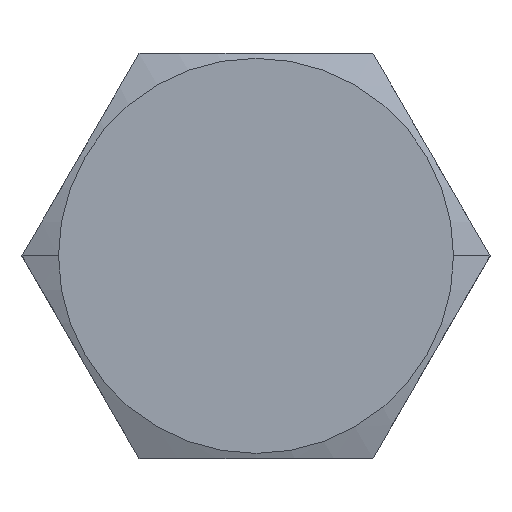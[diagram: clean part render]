
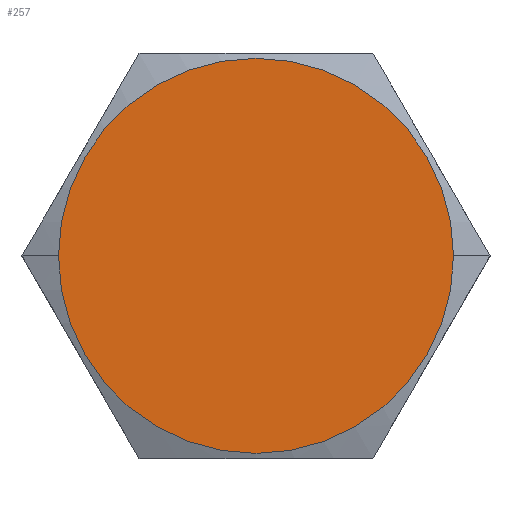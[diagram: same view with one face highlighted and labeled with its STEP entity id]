
A CAD part, top view. The second image highlights one B-rep face of the part: STEP entity #257.
In plain terms, the highlighted planar face has unit normal (0, 0, 1).
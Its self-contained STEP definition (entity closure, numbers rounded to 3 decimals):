
#28 = CARTESIAN_POINT ( 'NONE',  ( -7.798, 0., 6.4 ) ) ;
#42 = ORIENTED_EDGE ( 'NONE', *, *, #126, .T. ) ;
#77 = DIRECTION ( 'NONE',  ( 0., 0., -1. ) ) ;
#83 = VERTEX_POINT ( 'NONE', #619 ) ;
#126 = EDGE_CURVE ( 'NONE', #750, #83, #686, .T. ) ;
#162 = DIRECTION ( 'NONE',  ( 0., 0., 1. ) ) ;
#194 = FACE_OUTER_BOUND ( 'NONE', #448, .T. ) ;
#229 = AXIS2_PLACEMENT_3D ( 'NONE', #322, #741, #387 ) ;
#257 = ADVANCED_FACE ( 'NONE', ( #194 ), #678, .F. ) ;
#317 = CARTESIAN_POINT ( 'NONE',  ( 0., 7.798, 6.4 ) ) ;
#322 = CARTESIAN_POINT ( 'NONE',  ( 0., 0., 6.4 ) ) ;
#343 = EDGE_CURVE ( 'NONE', #83, #750, #553, .T. ) ;
#346 = DIRECTION ( 'NONE',  ( 1., 0., 0. ) ) ;
#356 = ORIENTED_EDGE ( 'NONE', *, *, #343, .T. ) ;
#387 = DIRECTION ( 'NONE',  ( 1., 0., 0. ) ) ;
#439 = DIRECTION ( 'NONE',  ( -1., 0., 0. ) ) ;
#448 = EDGE_LOOP ( 'NONE', ( #42, #356 ) ) ;
#553 = CIRCLE ( 'NONE', #770, 7.798 ) ;
#619 = CARTESIAN_POINT ( 'NONE',  ( 7.798, 0., 6.4 ) ) ;
#637 = CARTESIAN_POINT ( 'NONE',  ( 0., 0., 6.4 ) ) ;
#652 = AXIS2_PLACEMENT_3D ( 'NONE', #317, #77, #439 ) ;
#678 = PLANE ( 'NONE',  #652 ) ;
#686 = CIRCLE ( 'NONE', #229, 7.798 ) ;
#741 = DIRECTION ( 'NONE',  ( 0., 0., 1. ) ) ;
#750 = VERTEX_POINT ( 'NONE', #28 ) ;
#770 = AXIS2_PLACEMENT_3D ( 'NONE', #637, #162, #346 ) ;
